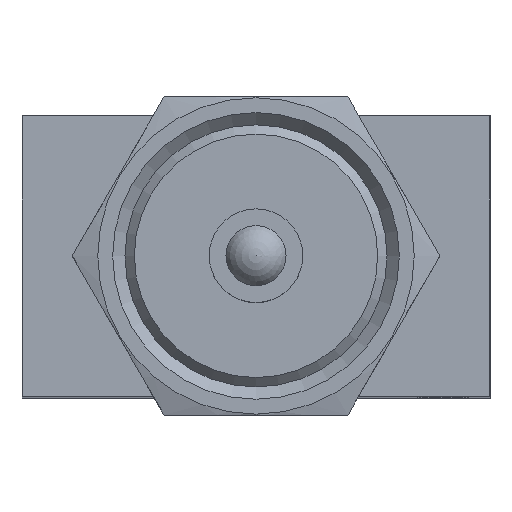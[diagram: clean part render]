
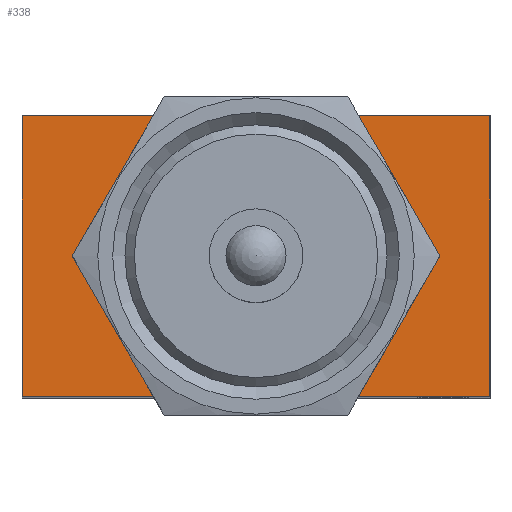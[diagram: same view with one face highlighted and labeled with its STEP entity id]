
A CAD part, top view. The second image highlights one B-rep face of the part: STEP entity #338.
In plain terms, the highlighted planar face has unit normal (0, 0, 1).
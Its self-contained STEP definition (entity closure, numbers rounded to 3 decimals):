
#185=CARTESIAN_POINT('',(-14.,0.0,53.));
#186=VERTEX_POINT('',#185);
#187=CARTESIAN_POINT('',(0.0,0.0,53.));
#188=DIRECTION('',(0.0,0.0,-1.0));
#189=DIRECTION('',(-1.0,0.0,0.0));
#190=AXIS2_PLACEMENT_3D('',#187,#188,#189);
#191=CIRCLE('',#190,14.);
#192=EDGE_CURVE('',#186,#186,#191,.T.);
#205=CARTESIAN_POINT('',(-24.99,14.99,53.));
#206=VERTEX_POINT('',#205);
#207=CARTESIAN_POINT('',(24.99,14.99,53.));
#208=VERTEX_POINT('',#207);
#209=CARTESIAN_POINT('',(-24.99,14.99,53.));
#210=DIRECTION('',(1.0,0.0,0.0));
#211=VECTOR('',#210,49.98);
#212=LINE('',#209,#211);
#213=EDGE_CURVE('',#206,#208,#212,.T.);
#245=CARTESIAN_POINT('',(24.99,-14.99,53.));
#246=VERTEX_POINT('',#245);
#247=CARTESIAN_POINT('',(24.99,14.99,53.));
#248=DIRECTION('',(0.0,-1.0,0.0));
#249=VECTOR('',#248,29.98);
#250=LINE('',#247,#249);
#251=EDGE_CURVE('',#208,#246,#250,.T.);
#276=CARTESIAN_POINT('',(-24.99,-14.99,53.));
#277=VERTEX_POINT('',#276);
#278=CARTESIAN_POINT('',(24.99,-14.99,53.));
#279=DIRECTION('',(-1.0,0.0,0.0));
#280=VECTOR('',#279,49.98);
#281=LINE('',#278,#280);
#282=EDGE_CURVE('',#246,#277,#281,.T.);
#307=CARTESIAN_POINT('',(-24.99,-14.99,53.));
#308=DIRECTION('',(0.0,1.0,0.0));
#309=VECTOR('',#308,29.98);
#310=LINE('',#307,#309);
#311=EDGE_CURVE('',#277,#206,#310,.T.);
#324=CARTESIAN_POINT('',(0.,0.,53.));
#325=DIRECTION('',(0.0,0.0,1.0));
#326=DIRECTION('',(1.0,0.0,0.0));
#327=AXIS2_PLACEMENT_3D('',#324,#325,#326);
#328=PLANE('',#327);
#329=ORIENTED_EDGE('',*,*,#213,.F.);
#330=ORIENTED_EDGE('',*,*,#311,.F.);
#331=ORIENTED_EDGE('',*,*,#282,.F.);
#332=ORIENTED_EDGE('',*,*,#251,.F.);
#333=EDGE_LOOP('',(#329,#330,#331,#332));
#334=FACE_OUTER_BOUND('',#333,.T.);
#335=ORIENTED_EDGE('',*,*,#192,.T.);
#336=EDGE_LOOP('',(#335));
#337=FACE_BOUND('',#336,.T.);
#338=ADVANCED_FACE('',(#334,#337),#328,.T.);
